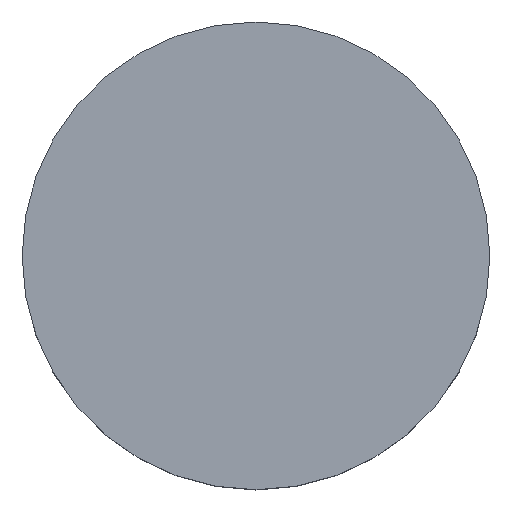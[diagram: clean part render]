
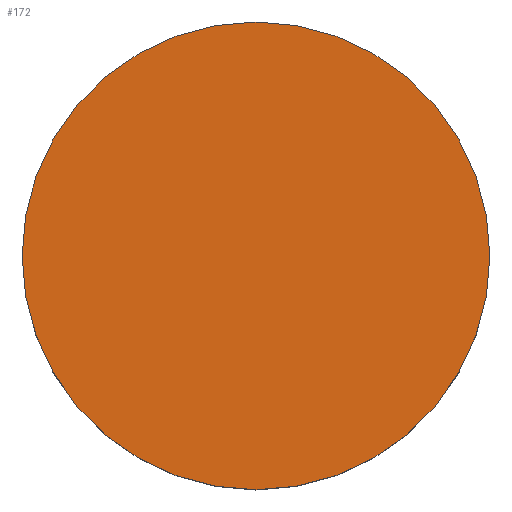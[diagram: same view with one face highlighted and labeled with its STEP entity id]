
A CAD part, top view. The second image highlights one B-rep face of the part: STEP entity #172.
In plain terms, the highlighted planar face has unit normal (0, 0, 1).
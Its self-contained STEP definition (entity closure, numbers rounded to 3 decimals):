
#19 = DIRECTION ( 'NONE',  ( 1., 0., 0. ) ) ;
#21 = DIRECTION ( 'NONE',  ( 0., 0., 1. ) ) ;
#28 = VERTEX_POINT ( 'NONE', #77 ) ;
#38 = CIRCLE ( 'NONE', #183, 0.894 ) ;
#44 = VERTEX_POINT ( 'NONE', #195 ) ;
#47 = EDGE_CURVE ( 'NONE', #28, #44, #137, .T. ) ;
#72 = ORIENTED_EDGE ( 'NONE', *, *, #152, .T. ) ;
#77 = CARTESIAN_POINT ( 'NONE',  ( -0.894, 0., 0.5 ) ) ;
#82 = AXIS2_PLACEMENT_3D ( 'NONE', #147, #153, #97 ) ;
#97 = DIRECTION ( 'NONE',  ( -1., 0., 0. ) ) ;
#101 = CARTESIAN_POINT ( 'NONE',  ( 0., 0., 0.5 ) ) ;
#103 = PLANE ( 'NONE',  #197 ) ;
#114 = DIRECTION ( 'NONE',  ( -1., 0., 0. ) ) ;
#130 = DIRECTION ( 'NONE',  ( 0., 0., 1. ) ) ;
#137 = CIRCLE ( 'NONE', #82, 0.894 ) ;
#144 = CARTESIAN_POINT ( 'NONE',  ( 0., 0., 0.5 ) ) ;
#147 = CARTESIAN_POINT ( 'NONE',  ( 0., 0., 0.5 ) ) ;
#148 = EDGE_LOOP ( 'NONE', ( #154, #72 ) ) ;
#152 = EDGE_CURVE ( 'NONE', #44, #28, #38, .T. ) ;
#153 = DIRECTION ( 'NONE',  ( 0., 0., 1. ) ) ;
#154 = ORIENTED_EDGE ( 'NONE', *, *, #47, .T. ) ;
#172 = ADVANCED_FACE ( 'NONE', ( #199 ), #103, .T. ) ;
#183 = AXIS2_PLACEMENT_3D ( 'NONE', #101, #130, #114 ) ;
#195 = CARTESIAN_POINT ( 'NONE',  ( 0.894, 0., 0.5 ) ) ;
#197 = AXIS2_PLACEMENT_3D ( 'NONE', #144, #21, #19 ) ;
#199 = FACE_OUTER_BOUND ( 'NONE', #148, .T. ) ;
